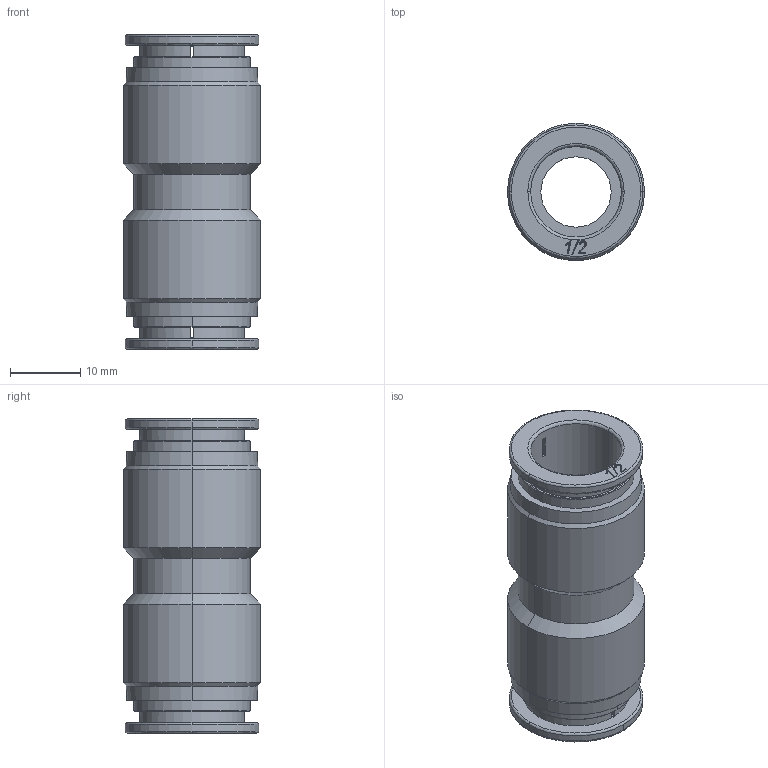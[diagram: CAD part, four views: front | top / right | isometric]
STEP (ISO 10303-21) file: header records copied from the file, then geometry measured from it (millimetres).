
FILE_DESCRIPTION (( 'STEP AP214' ), '1' );
FILE_NAME ('US12-SS.step', '2018-03-13T19:31:18', ( '' ), ( '' ), 'SwSTEP 2.0', 'SolidWorks 2017', '' );
FILE_SCHEMA (( 'AUTOMOTIVE_DESIGN' ));
Length unit declared in the file: inch
Products named in the file (1): US12-SS
Bounding box: 19.5 x 19.5 x 44.7 mm (x, y, z)
Volume: 6154.8 mm3; surface area: 5536.2 mm2
Topology: 1 solids, 1 shells, 148 faces, 374 edges, 240 vertices
Faces by surface type: plane 56, bspline 44, cylinder 28, cone 20
Entity records: 5168 total; most frequent: CARTESIAN_POINT 1829, ORIENTED_EDGE 748, DIRECTION 580, EDGE_CURVE 374, VERTEX_POINT 240, AXIS2_PLACEMENT_3D 213, EDGE_LOOP 170, LINE 154
